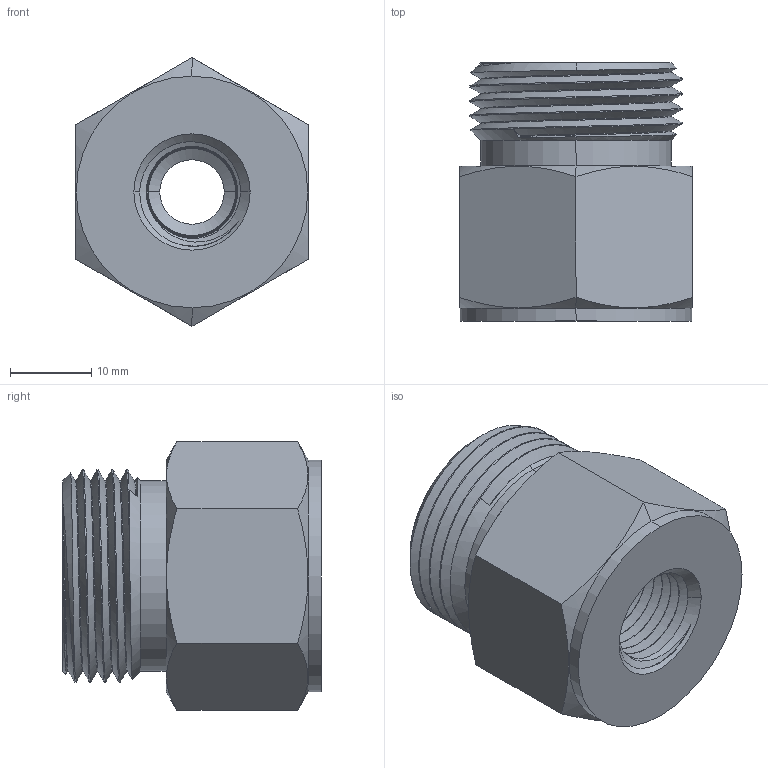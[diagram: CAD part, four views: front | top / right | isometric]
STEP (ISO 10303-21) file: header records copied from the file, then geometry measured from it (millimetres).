
FILE_DESCRIPTION (( 'STEP AP203' ), '1' );
FILE_NAME ('AD-660MMO-4FNPT.STEP', '2025-08-06T20:20:53', ( '' ), ( '' ), 'SwSTEP 2.0', 'SolidWorks 2018', '' );
FILE_SCHEMA (( 'CONFIG_CONTROL_DESIGN' ));
Length unit declared in the file: inch
Products named in the file (1): AD-660MMO-4FNPT
Bounding box: 28.57 x 31.75 x 33 mm (x, y, z)
Volume: 15940.6 mm3; surface area: 6067.6 mm2
Topology: 1 solids, 1 shells, 165 faces, 429 edges, 280 vertices
Faces by surface type: plane 70, bspline 41, cone 32, cylinder 22
Entity records: 14919 total; most frequent: CARTESIAN_POINT 11190, ORIENTED_EDGE 858, DIRECTION 560, EDGE_CURVE 429, VERTEX_POINT 280, VECTOR 236, LINE 236, EDGE_LOOP 181
